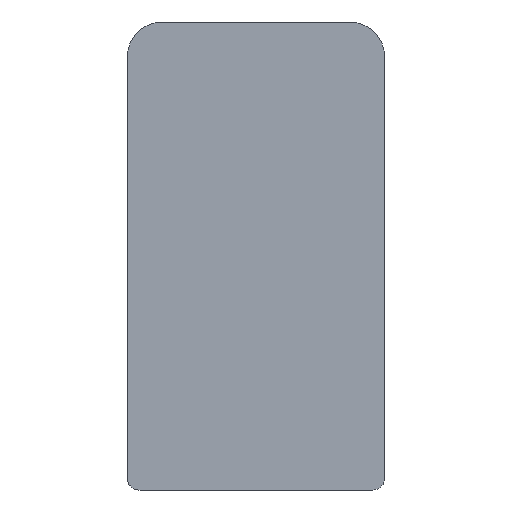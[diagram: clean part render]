
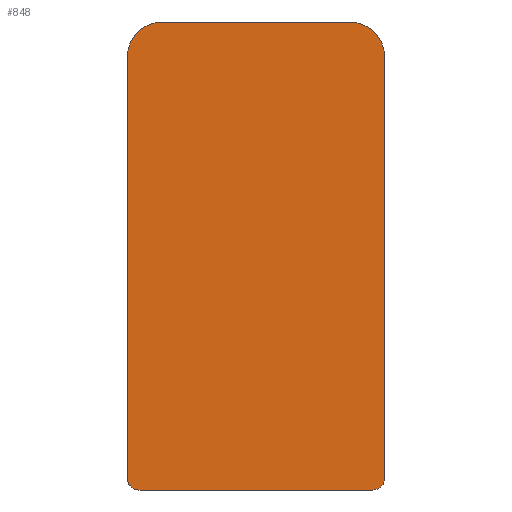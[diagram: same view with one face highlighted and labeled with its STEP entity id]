
A CAD part, front view. The second image highlights one B-rep face of the part: STEP entity #848.
In plain terms, the highlighted planar face has unit normal (0, -1, 0).
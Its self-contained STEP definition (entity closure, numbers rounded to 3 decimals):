
#30 = LINE ( 'NONE', #482, #923 ) ;
#40 = LINE ( 'NONE', #394, #594 ) ;
#90 = CIRCLE ( 'NONE', #657, 3. ) ;
#93 = CIRCLE ( 'NONE', #442, 3. ) ;
#108 = CARTESIAN_POINT ( 'NONE',  ( 19., 0., 40. ) ) ;
#118 = DIRECTION ( 'NONE',  ( 0., 0., 1. ) ) ;
#136 = CARTESIAN_POINT ( 'NONE',  ( 0., 0., 0. ) ) ;
#138 = EDGE_CURVE ( 'NONE', #642, #208, #445, .T. ) ;
#158 = VECTOR ( 'NONE', #608, 1000. ) ;
#186 = DIRECTION ( 'NONE',  ( 0., 1., 0. ) ) ;
#206 = VERTEX_POINT ( 'NONE', #620 ) ;
#208 = VERTEX_POINT ( 'NONE', #801 ) ;
#221 = VERTEX_POINT ( 'NONE', #108 ) ;
#224 = CIRCLE ( 'NONE', #326, 1. ) ;
#265 = DIRECTION ( 'NONE',  ( 0., 1., 0. ) ) ;
#300 = CARTESIAN_POINT ( 'NONE',  ( 3., 0., 37. ) ) ;
#304 = CARTESIAN_POINT ( 'NONE',  ( 1., 0., 0. ) ) ;
#326 = AXIS2_PLACEMENT_3D ( 'NONE', #991, #186, #549 ) ;
#334 = LINE ( 'NONE', #1048, #158 ) ;
#336 = DIRECTION ( 'NONE',  ( 0., 1., 0. ) ) ;
#363 = ORIENTED_EDGE ( 'NONE', *, *, #138, .F. ) ;
#378 = EDGE_CURVE ( 'NONE', #859, #206, #90, .T. ) ;
#385 = DIRECTION ( 'NONE',  ( 0., 0., 1. ) ) ;
#394 = CARTESIAN_POINT ( 'NONE',  ( 0., 0., 40. ) ) ;
#413 = EDGE_CURVE ( 'NONE', #859, #208, #334, .T. ) ;
#442 = AXIS2_PLACEMENT_3D ( 'NONE', #1062, #884, #813 ) ;
#445 = CIRCLE ( 'NONE', #543, 1. ) ;
#482 = CARTESIAN_POINT ( 'NONE',  ( 22., 0., 0. ) ) ;
#486 = VECTOR ( 'NONE', #746, 1000. ) ;
#512 = CARTESIAN_POINT ( 'NONE',  ( 21., 0., 0. ) ) ;
#543 = AXIS2_PLACEMENT_3D ( 'NONE', #779, #336, #705 ) ;
#549 = DIRECTION ( 'NONE',  ( 0., 0., 1. ) ) ;
#578 = EDGE_LOOP ( 'NONE', ( #1130, #363, #786, #725, #942, #579, #1040, #748 ) ) ;
#579 = ORIENTED_EDGE ( 'NONE', *, *, #874, .F. ) ;
#594 = VECTOR ( 'NONE', #938, 1000. ) ;
#600 = EDGE_CURVE ( 'NONE', #642, #816, #851, .T. ) ;
#608 = DIRECTION ( 'NONE',  ( 0., 0., -1. ) ) ;
#611 = CARTESIAN_POINT ( 'NONE',  ( 22., 0., 1. ) ) ;
#620 = CARTESIAN_POINT ( 'NONE',  ( 3., 0., 40. ) ) ;
#632 = EDGE_CURVE ( 'NONE', #221, #206, #40, .T. ) ;
#642 = VERTEX_POINT ( 'NONE', #304 ) ;
#653 = FACE_OUTER_BOUND ( 'NONE', #578, .T. ) ;
#657 = AXIS2_PLACEMENT_3D ( 'NONE', #300, #265, #910 ) ;
#679 = EDGE_CURVE ( 'NONE', #1064, #737, #30, .T. ) ;
#701 = CARTESIAN_POINT ( 'NONE',  ( 22., 0., 37. ) ) ;
#705 = DIRECTION ( 'NONE',  ( 0., 0., 1. ) ) ;
#716 = DIRECTION ( 'NONE',  ( 0., -1., 0. ) ) ;
#725 = ORIENTED_EDGE ( 'NONE', *, *, #916, .F. ) ;
#737 = VERTEX_POINT ( 'NONE', #701 ) ;
#746 = DIRECTION ( 'NONE',  ( 1., 0., 0. ) ) ;
#748 = ORIENTED_EDGE ( 'NONE', *, *, #378, .F. ) ;
#779 = CARTESIAN_POINT ( 'NONE',  ( 1., 0., 1. ) ) ;
#786 = ORIENTED_EDGE ( 'NONE', *, *, #600, .T. ) ;
#794 = PLANE ( 'NONE',  #831 ) ;
#801 = CARTESIAN_POINT ( 'NONE',  ( 0., 0., 1. ) ) ;
#813 = DIRECTION ( 'NONE',  ( 0., 0., 1. ) ) ;
#816 = VERTEX_POINT ( 'NONE', #512 ) ;
#831 = AXIS2_PLACEMENT_3D ( 'NONE', #1074, #716, #118 ) ;
#848 = ADVANCED_FACE ( 'NONE', ( #653 ), #794, .T. ) ;
#851 = LINE ( 'NONE', #136, #486 ) ;
#859 = VERTEX_POINT ( 'NONE', #894 ) ;
#874 = EDGE_CURVE ( 'NONE', #221, #737, #93, .T. ) ;
#884 = DIRECTION ( 'NONE',  ( 0., 1., 0. ) ) ;
#894 = CARTESIAN_POINT ( 'NONE',  ( 0., 0., 37. ) ) ;
#910 = DIRECTION ( 'NONE',  ( 0., 0., 1. ) ) ;
#916 = EDGE_CURVE ( 'NONE', #1064, #816, #224, .T. ) ;
#923 = VECTOR ( 'NONE', #385, 1000. ) ;
#938 = DIRECTION ( 'NONE',  ( -1., 0., 0. ) ) ;
#942 = ORIENTED_EDGE ( 'NONE', *, *, #679, .T. ) ;
#991 = CARTESIAN_POINT ( 'NONE',  ( 21., 0., 1. ) ) ;
#1040 = ORIENTED_EDGE ( 'NONE', *, *, #632, .T. ) ;
#1048 = CARTESIAN_POINT ( 'NONE',  ( 0., 0., 0. ) ) ;
#1062 = CARTESIAN_POINT ( 'NONE',  ( 19., 0., 37. ) ) ;
#1064 = VERTEX_POINT ( 'NONE', #611 ) ;
#1074 = CARTESIAN_POINT ( 'NONE',  ( 0., 0., 0. ) ) ;
#1130 = ORIENTED_EDGE ( 'NONE', *, *, #413, .T. ) ;
